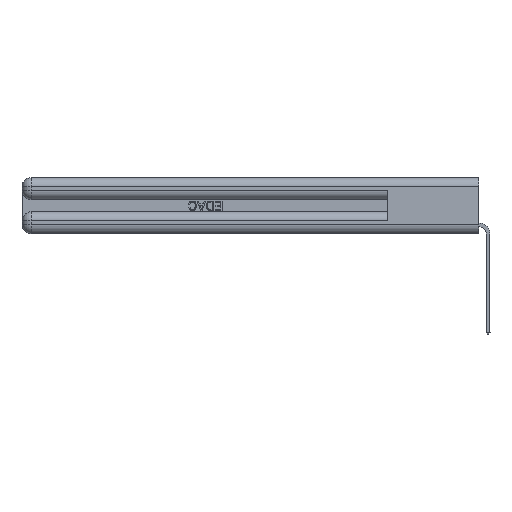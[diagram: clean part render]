
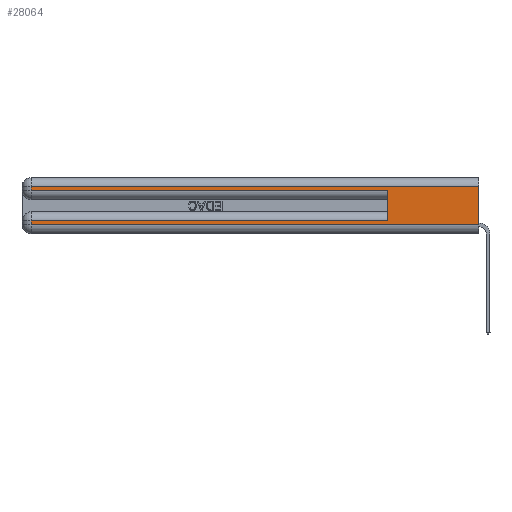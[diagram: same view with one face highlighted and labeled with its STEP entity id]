
A CAD part, left-side view. The second image highlights one B-rep face of the part: STEP entity #28064.
In plain terms, the highlighted planar face has unit normal (-1, 0, 0).
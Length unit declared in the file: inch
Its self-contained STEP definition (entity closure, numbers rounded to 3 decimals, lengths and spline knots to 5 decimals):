
#133 = CARTESIAN_POINT ( 'NONE',  ( 0., 0., 0.06 ) ) ;
#894 = ORIENTED_EDGE ( 'NONE', *, *, #11725, .F. ) ;
#955 = LINE ( 'NONE', #24628, #11815 ) ;
#1336 = VECTOR ( 'NONE', #14277, 39.37008 ) ;
#1563 = DIRECTION ( 'NONE',  ( 0., 0., -1. ) ) ;
#1678 = ORIENTED_EDGE ( 'NONE', *, *, #12086, .T. ) ;
#2928 = CARTESIAN_POINT ( 'NONE',  ( 0., 2.94, 0.31 ) ) ;
#3509 = LINE ( 'NONE', #17987, #12688 ) ;
#5175 = EDGE_CURVE ( 'NONE', #11834, #6111, #15722, .T. ) ;
#5184 = CARTESIAN_POINT ( 'NONE',  ( 0., 0.6, 0.285 ) ) ;
#5227 = VECTOR ( 'NONE', #14239, 39.37008 ) ;
#5285 = VERTEX_POINT ( 'NONE', #28511 ) ;
#5860 = DIRECTION ( 'NONE',  ( 0., -1., 0. ) ) ;
#5961 = CARTESIAN_POINT ( 'NONE',  ( 0., 2.94, 0.06 ) ) ;
#6111 = VERTEX_POINT ( 'NONE', #5184 ) ;
#6949 = VECTOR ( 'NONE', #17639, 39.37008 ) ;
#7072 = LINE ( 'NONE', #28107, #5227 ) ;
#7327 = ORIENTED_EDGE ( 'NONE', *, *, #19640, .T. ) ;
#7355 = DIRECTION ( 'NONE',  ( 0., 1., 0. ) ) ;
#9626 = VECTOR ( 'NONE', #7355, 39.37008 ) ;
#9839 = VERTEX_POINT ( 'NONE', #133 ) ;
#11221 = DIRECTION ( 'NONE',  ( 0., -1., 0. ) ) ;
#11365 = VERTEX_POINT ( 'NONE', #22376 ) ;
#11725 = EDGE_CURVE ( 'NONE', #27721, #6111, #30645, .T. ) ;
#11815 = VECTOR ( 'NONE', #1563, 39.37008 ) ;
#11834 = VERTEX_POINT ( 'NONE', #28921 ) ;
#12086 = EDGE_CURVE ( 'NONE', #27721, #11365, #7072, .T. ) ;
#12344 = EDGE_CURVE ( 'NONE', #15679, #11834, #18243, .T. ) ;
#12380 = VERTEX_POINT ( 'NONE', #5961 ) ;
#12688 = VECTOR ( 'NONE', #5860, 39.37008 ) ;
#13169 = PLANE ( 'NONE',  #27341 ) ;
#13217 = LINE ( 'NONE', #22699, #29091 ) ;
#14042 = ORIENTED_EDGE ( 'NONE', *, *, #12344, .T. ) ;
#14239 = DIRECTION ( 'NONE',  ( 0., 1., 0. ) ) ;
#14277 = DIRECTION ( 'NONE',  ( 0., 0., 1. ) ) ;
#15245 = EDGE_CURVE ( 'NONE', #5285, #15679, #19025, .T. ) ;
#15679 = VERTEX_POINT ( 'NONE', #2928 ) ;
#15722 = LINE ( 'NONE', #20553, #29056 ) ;
#16620 = CARTESIAN_POINT ( 'NONE',  ( 0., 0.6, 0.085 ) ) ;
#16982 = EDGE_LOOP ( 'NONE', ( #29351, #22159, #14042, #24785, #894, #1678, #7327, #19597 ) ) ;
#17189 = EDGE_CURVE ( 'NONE', #5285, #9839, #13217, .T. ) ;
#17412 = EDGE_CURVE ( 'NONE', #12380, #9839, #3509, .T. ) ;
#17639 = DIRECTION ( 'NONE',  ( 0., 0., -1. ) ) ;
#17976 = DIRECTION ( 'NONE',  ( 0., 0., -1. ) ) ;
#17987 = CARTESIAN_POINT ( 'NONE',  ( 0., 0., 0.06 ) ) ;
#18243 = LINE ( 'NONE', #24801, #6949 ) ;
#18284 = CARTESIAN_POINT ( 'NONE',  ( 0., 0., 0.37 ) ) ;
#19025 = LINE ( 'NONE', #28850, #9626 ) ;
#19597 = ORIENTED_EDGE ( 'NONE', *, *, #17412, .T. ) ;
#19640 = EDGE_CURVE ( 'NONE', #11365, #12380, #955, .T. ) ;
#20210 = DIRECTION ( 'NONE',  ( 0., 0., -1. ) ) ;
#20553 = CARTESIAN_POINT ( 'NONE',  ( 0., 0., 0.285 ) ) ;
#22159 = ORIENTED_EDGE ( 'NONE', *, *, #15245, .T. ) ;
#22376 = CARTESIAN_POINT ( 'NONE',  ( 0., 2.94, 0.085 ) ) ;
#22699 = CARTESIAN_POINT ( 'NONE',  ( 0., 0., 0.37 ) ) ;
#24628 = CARTESIAN_POINT ( 'NONE',  ( 0., 2.94, 0.37 ) ) ;
#24785 = ORIENTED_EDGE ( 'NONE', *, *, #5175, .T. ) ;
#24801 = CARTESIAN_POINT ( 'NONE',  ( 0., 2.94, 0.37 ) ) ;
#24846 = DIRECTION ( 'NONE',  ( 1., 0., 0. ) ) ;
#27341 = AXIS2_PLACEMENT_3D ( 'NONE', #18284, #24846, #17976 ) ;
#27721 = VERTEX_POINT ( 'NONE', #16620 ) ;
#28064 = ADVANCED_FACE ( 'NONE', ( #29684 ), #13169, .F. ) ;
#28107 = CARTESIAN_POINT ( 'NONE',  ( 0., 0., 0.085 ) ) ;
#28511 = CARTESIAN_POINT ( 'NONE',  ( 0., 0., 0.31 ) ) ;
#28850 = CARTESIAN_POINT ( 'NONE',  ( 0., 0., 0.31 ) ) ;
#28921 = CARTESIAN_POINT ( 'NONE',  ( 0., 2.94, 0.285 ) ) ;
#29056 = VECTOR ( 'NONE', #11221, 39.37008 ) ;
#29091 = VECTOR ( 'NONE', #20210, 39.37008 ) ;
#29351 = ORIENTED_EDGE ( 'NONE', *, *, #17189, .F. ) ;
#29684 = FACE_OUTER_BOUND ( 'NONE', #16982, .T. ) ;
#30645 = LINE ( 'NONE', #30796, #1336 ) ;
#30796 = CARTESIAN_POINT ( 'NONE',  ( 0., 0.6, 0.145 ) ) ;
